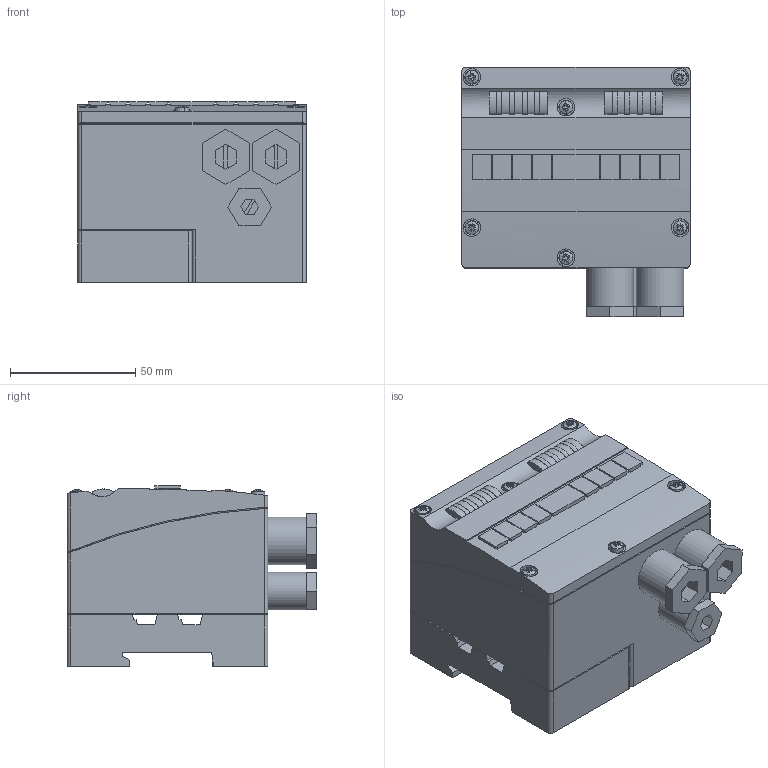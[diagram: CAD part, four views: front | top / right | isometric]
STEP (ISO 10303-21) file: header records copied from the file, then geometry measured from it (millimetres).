
FILE_DESCRIPTION(/* description */ ('Alibre Inc.'),/* implementation_level */ '2;1');
FILE_NAME(/* name */ 'export-14DEAD36-33C9-41E3-A21C-A37C60BB4CC6',/* time_stamp */ '2023-01-18T11:12:15+01:00',/* author */ (''),/* organization */ (''),/* preprocessor_version */ 'ST-DEVELOPER v17',/* originating_system */ 'Alibre',/* authorisation */ '');
FILE_SCHEMA (('AUTOMOTIVE_DESIGN'));
Length unit declared in the file: centimetre
Products named in the file (10): BENE INOX | 210216-3X50
Bounding box: 91 x 99.5 x 72 mm (x, y, z)
Volume: 459296.3 mm3; surface area: 80220.3 mm2
Topology: 33 solids, 39 shells, 837 faces, 2047 edges, 1347 vertices
Faces by surface type: plane 628, cylinder 137, cone 30, extrusion 18, torus 12, sphere 12
Full cylindrical faces by diameter (mm): 2 x4, 2.02 x2, 2.5 x6, 3 x6, 3.5 x4, 4 x6, 5 x2, 6 x2, 6.75 x2, 7 x6, 8 x2, 10 x2, 11.8 x1, 12 x1, 15 x1, 15.8 x2, 16 x2, 19 x2
Entity records: 15002 total; most frequent: CARTESIAN_POINT 3298, ORIENTED_EDGE 2306, DIRECTION 2085, EDGE_CURVE 1153, VECTOR 830, LINE 821, AXIS2_PLACEMENT_3D 796, VERTEX_POINT 792
